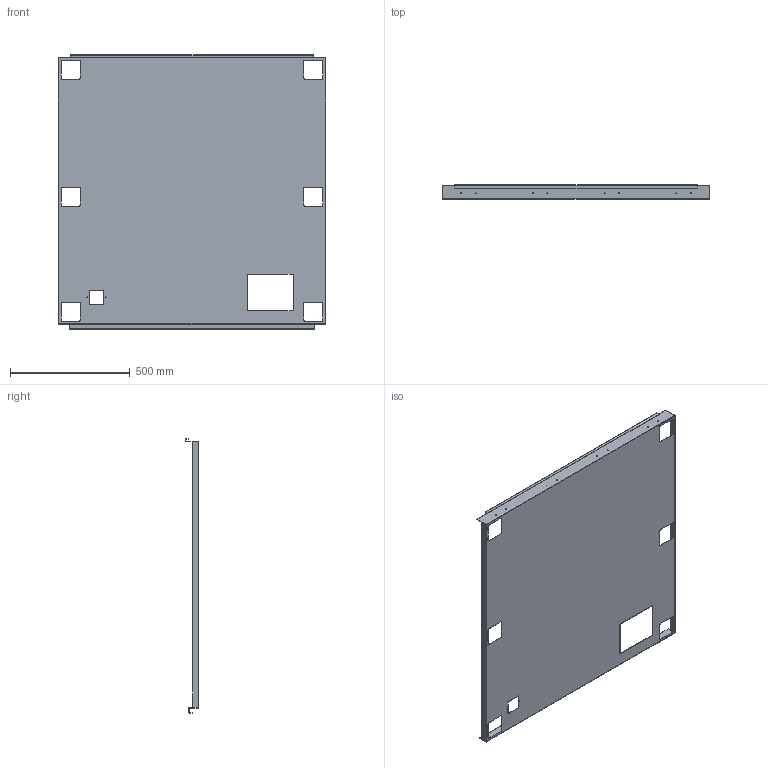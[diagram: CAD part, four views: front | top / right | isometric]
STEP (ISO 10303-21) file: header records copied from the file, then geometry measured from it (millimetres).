
FILE_DESCRIPTION((''),'2;1');
FILE_NAME('BYD81000009-001_ASM','2022-11-21T10:04:14',('zhang.hao86'),(''),'CREO PARAMETRIC BY PTC INC, 2021284','CREO PARAMETRIC BY PTC INC, 2021284','');
FILE_SCHEMA(('AUTOMOTIVE_DESIGN { 1 0 10303 214 1 1 1 1 }'));
Length unit declared in the file: millimetre
Products named in the file (2): BYD81000009-001; BYD81000009-001_ASM
Assembly tree (1 placements, depth 2):
  BYD81000009-001_ASM
    BYD81000009-001
Bounding box: 1117.6 x 57 x 1145.7 mm (x, y, z)
Volume: 1669175.8 mm3; surface area: 2791285.5 mm2
Topology: 1 solids, 1 shells, 224 faces, 522 edges, 316 vertices
Faces by surface type: plane 112, cylinder 76, torus 32, bspline 4
Entity records: 8234 total; most frequent: CARTESIAN_POINT 1281, DIRECTION 1168, ORIENTED_EDGE 1044, PRESENTATION_STYLE_ASSIGNMENT 523, STYLED_ITEM 523, CURVE_STYLE 522, EDGE_CURVE 522, AXIS2_PLACEMENT_3D 431
